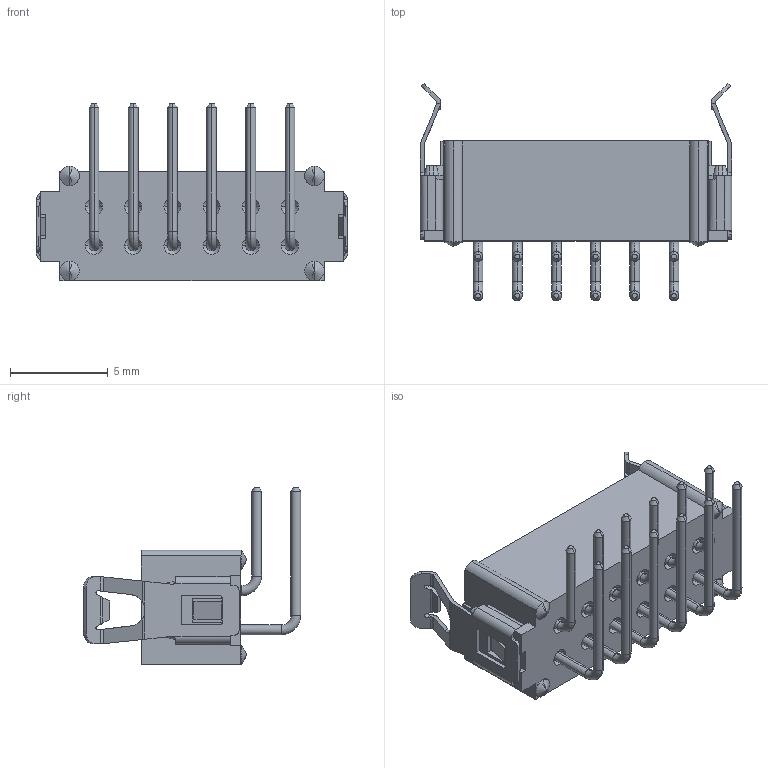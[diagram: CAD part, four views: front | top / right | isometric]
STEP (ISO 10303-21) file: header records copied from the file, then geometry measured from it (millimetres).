
FILE_DESCRIPTION((''),'2;1');
FILE_NAME('M80-8661222_ASM','2011-09-07T',('wbourne'),(''),'PRO/ENGINEER BY PARAMETRIC TECHNOLOGY CORPORATION, 2010280','PRO/ENGINEER BY PARAMETRIC TECHNOLOGY CORPORATION, 2010280','');
FILE_SCHEMA(('CONFIG_CONTROL_DESIGN','SHAPE_APPEARANCE_LAYERS_GROUPS'));
Length unit declared in the file: millimetre
Products named in the file (6): M80-1021298_SEPARATE_ROWS; M80-868-PIN1; M80-868-PIN2; M80-8681222_ASM; M80-001XXXX; M80-8661222_ASM
Assembly tree (16 placements, depth 3):
  M80-8661222_ASM
    M80-8681222_ASM
      M80-1021298_SEPARATE_ROWS
      M80-868-PIN1  x6
      M80-868-PIN2  x6
    M80-001XXXX  x2
Bounding box: 15.9 x 11.1 x 9.05 mm (x, y, z)
Volume: 262.3 mm3; surface area: 900.3 mm2
Topology: 15 solids, 15 shells, 645 faces, 1580 edges, 978 vertices
Faces by surface type: plane 313, cylinder 164, cone 96, bspline 48, torus 24
Entity records: 12231 total; most frequent: CARTESIAN_POINT 2150, DIRECTION 1605, ORIENTED_EDGE 1558, PRESENTATION_STYLE_ASSIGNMENT 783, STYLED_ITEM 783, CURVE_STYLE 779, EDGE_CURVE 779, AXIS2_PLACEMENT_3D 553
